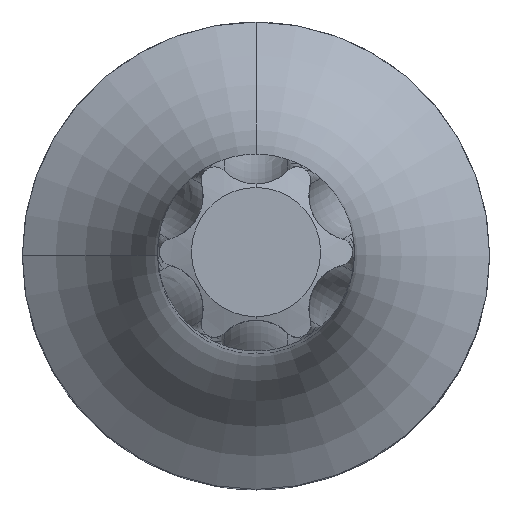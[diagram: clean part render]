
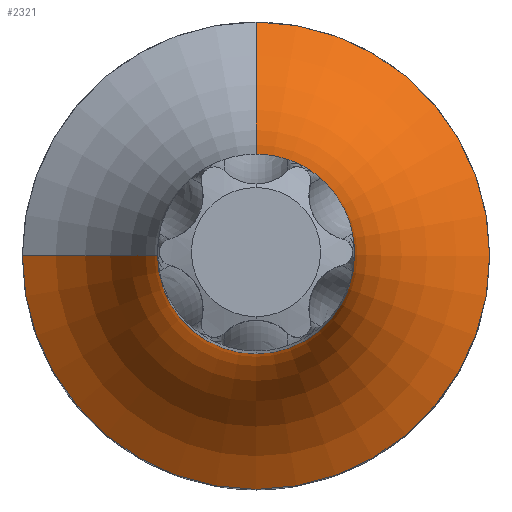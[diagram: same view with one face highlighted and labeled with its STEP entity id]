
A CAD part, top view. The second image highlights one B-rep face of the part: STEP entity #2321.
In plain terms, the highlighted toroidal (fillet/blend) face has major radius 14 mm and minor radius 10 mm.
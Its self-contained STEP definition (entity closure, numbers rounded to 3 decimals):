
#136=CARTESIAN_POINT('',(0.,0.,15.5));
#137=DIRECTION('',(0.,0.,1.));
#138=DIRECTION('',(1.,0.,0.));
#139=AXIS2_PLACEMENT_3D('',#136,#137,#138);
#514=CARTESIAN_POINT('',(0.,0.,24.43));
#515=DIRECTION('',(0.,0.,1.));
#516=DIRECTION('',(0.,-1.,0.));
#517=AXIS2_PLACEMENT_3D('',#514,#515,#516);
#519=CARTESIAN_POINT('',(0.,0.,15.5));
#520=DIRECTION('',(0.,0.,-1.));
#521=DIRECTION('',(1.,0.,0.));
#522=AXIS2_PLACEMENT_3D('',#519,#520,#521);
#524=CARTESIAN_POINT('',(-14.,0.,24.43));
#525=DIRECTION('',(0.,-1.,0.));
#526=DIRECTION('',(0.45,0.,-0.893));
#527=AXIS2_PLACEMENT_3D('',#524,#525,#526);
#868=CARTESIAN_POINT('',(0.,0.,24.43));
#869=DIRECTION('',(0.,0.,1.));
#870=DIRECTION('',(-1.,0.,0.));
#871=AXIS2_PLACEMENT_3D('',#868,#869,#870);
#1517=CARTESIAN_POINT('',(0.,14.,24.43));
#1518=DIRECTION('',(-1.,0.,0.));
#1519=DIRECTION('',(0.,-0.45,-0.893));
#1520=AXIS2_PLACEMENT_3D('',#1517,#1518,#1519);
#1651=CARTESIAN_POINT('',(9.5,0.,15.5));
#1652=CARTESIAN_POINT('',(0.,9.5,15.5));
#1653=VERTEX_POINT('',#1651);
#1654=VERTEX_POINT('',#1652);
#1655=CARTESIAN_POINT('',(-9.5,0.,15.5));
#1656=VERTEX_POINT('',#1655);
#1657=CARTESIAN_POINT('',(0.,4.,24.43));
#1658=CARTESIAN_POINT('',(-4.,0.,24.43));
#1659=VERTEX_POINT('',#1657);
#1660=VERTEX_POINT('',#1658);
#1661=CARTESIAN_POINT('',(0.,-4.,24.43));
#1662=VERTEX_POINT('',#1661);
#2304=CARTESIAN_POINT('',(0.,0.,24.43));
#2305=DIRECTION('',(0.,0.,1.));
#2306=DIRECTION('',(-0.04,-0.999,0.));
#2307=AXIS2_PLACEMENT_3D('',#2304,#2305,#2306);
#2308=TOROIDAL_SURFACE('',#2307,14.,10.);
#2310=ORIENTED_EDGE('',*,*,#2309,.T.);
#2312=ORIENTED_EDGE('',*,*,#2311,.F.);
#2313=ORIENTED_EDGE('',*,*,#1886,.F.);
#2314=ORIENTED_EDGE('',*,*,#1824,.T.);
#2316=ORIENTED_EDGE('',*,*,#2315,.T.);
#2318=ORIENTED_EDGE('',*,*,#2317,.T.);
#2319=EDGE_LOOP('',(#2310,#2312,#2313,#2314,#2316,#2318));
#2320=FACE_OUTER_BOUND('',#2319,.F.);
#2321=ADVANCED_FACE('',(#2320),#2308,.F.);
#140=CIRCLE('',#139,9.5);
#518=CIRCLE('',#517,4.);
#523=CIRCLE('',#522,9.5);
#528=CIRCLE('',#527,10.);
#872=CIRCLE('',#871,4.);
#1521=CIRCLE('',#1520,10.);
#1824=EDGE_CURVE('',#1653,#1656,#523,.T.);
#1886=EDGE_CURVE('',#1653,#1654,#140,.T.);
#2309=EDGE_CURVE('',#1662,#1659,#518,.T.);
#2311=EDGE_CURVE('',#1654,#1659,#1521,.T.);
#2315=EDGE_CURVE('',#1656,#1660,#528,.T.);
#2317=EDGE_CURVE('',#1660,#1662,#872,.T.);
